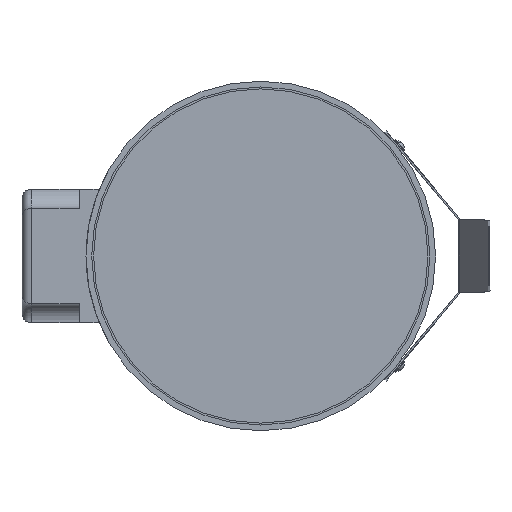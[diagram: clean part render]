
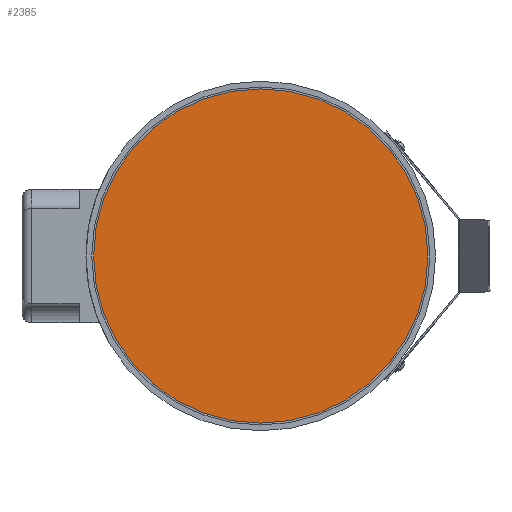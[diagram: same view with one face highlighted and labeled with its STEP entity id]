
A CAD part, left-side view. The second image highlights one B-rep face of the part: STEP entity #2385.
In plain terms, the highlighted planar face has unit normal (-1, 0, 0).
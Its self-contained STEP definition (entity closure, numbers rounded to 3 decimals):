
#2302 = EDGE_CURVE ( 'NONE', #2331, #2303, #9152, .T. ) ;
#2303 = VERTEX_POINT ( 'NONE', #9203 ) ;
#2331 = VERTEX_POINT ( 'NONE', #9298 ) ;
#2385 = ADVANCED_FACE ( 'NONE', ( #9430 ), #9507, .F. ) ;
#2386 = EDGE_LOOP ( 'NONE', ( #2387, #2389 ) ) ;
#2387 = ORIENTED_EDGE ( 'NONE', *, *, #2388, .F. ) ;
#2388 = EDGE_CURVE ( 'NONE', #2303, #2331, #9505, .T. ) ;
#2389 = ORIENTED_EDGE ( 'NONE', *, *, #2302, .F. ) ;
#9151 = CARTESIAN_POINT ( 'NONE',  ( -58.041, 0., 0. ) ) ;
#9152 = CIRCLE ( 'NONE', #9206, 87.5 ) ;
#9203 = CARTESIAN_POINT ( 'NONE',  ( -58.041, 0., -87.5 ) ) ;
#9204 = DIRECTION ( 'NONE',  ( 0., 0., -1. ) ) ;
#9205 = DIRECTION ( 'NONE',  ( 1., 0., 0. ) ) ;
#9206 = AXIS2_PLACEMENT_3D ( 'NONE', #9151, #9205, #9204 ) ;
#9298 = CARTESIAN_POINT ( 'NONE',  ( -58.041, 0., 87.5 ) ) ;
#9430 = FACE_OUTER_BOUND ( 'NONE', #2386, .T. ) ;
#9497 = DIRECTION ( 'NONE',  ( 0., 0., -1. ) ) ;
#9498 = DIRECTION ( 'NONE',  ( 1., 0., 0. ) ) ;
#9499 = CARTESIAN_POINT ( 'NONE',  ( -58.041, 0., 0. ) ) ;
#9500 = AXIS2_PLACEMENT_3D ( 'NONE', #9499, #9498, #9497 ) ;
#9502 = DIRECTION ( 'NONE',  ( 0., 0., -1. ) ) ;
#9503 = DIRECTION ( 'NONE',  ( 1., 0., 0. ) ) ;
#9504 = AXIS2_PLACEMENT_3D ( 'NONE', #9506, #9503, #9502 ) ;
#9505 = CIRCLE ( 'NONE', #9500, 87.5 ) ;
#9506 = CARTESIAN_POINT ( 'NONE',  ( -58.041, 0., 0. ) ) ;
#9507 = PLANE ( 'NONE',  #9504 ) ;
